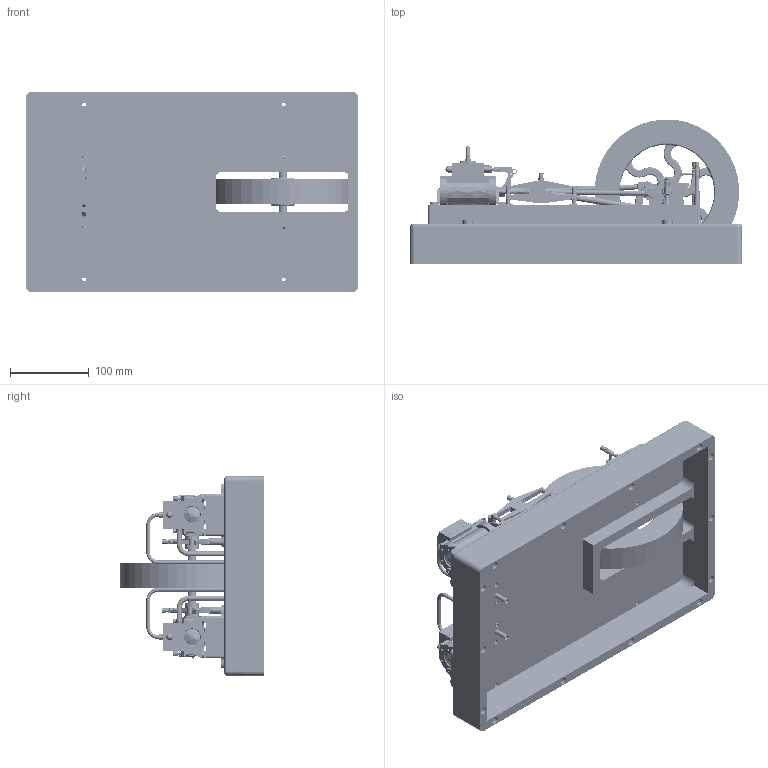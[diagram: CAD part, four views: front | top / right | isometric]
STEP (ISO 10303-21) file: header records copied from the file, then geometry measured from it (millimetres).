
FILE_DESCRIPTION(('FreeCAD Model'),'2;1');
FILE_NAME('Open CASCADE Shape Model','2025-05-09T04:17:17',('FreeCAD'),( 'FreeCAD'),'Open CASCADE STEP processor 7.6','FreeCAD','Unknown');
FILE_SCHEMA(('AUTOMOTIVE_DESIGN { 1 0 10303 214 1 1 1 1 }'));
Products named in the file (1): Open CASCADE STEP translator 7.6 1
Bounding box: 421.23 x 183.52 x 253.37 mm (x, y, z)
Volume: 2615717.9 mm3; surface area: 794607.5 mm2
Topology: 133 solids, 133 shells, 6410 faces, 17305 edges, 11124 vertices
Faces by surface type: bspline 6410
Entity records: 432807 total; most frequent: CARTESIAN_POINT 338987, ORIENTED_EDGE 34306, EDGE_CURVE 17153, VERTEX_POINT 11124, B_SPLINE_CURVE_WITH_KNOTS 8585, FACE_BOUND 7273, EDGE_LOOP 7273, ADVANCED_FACE 6410
